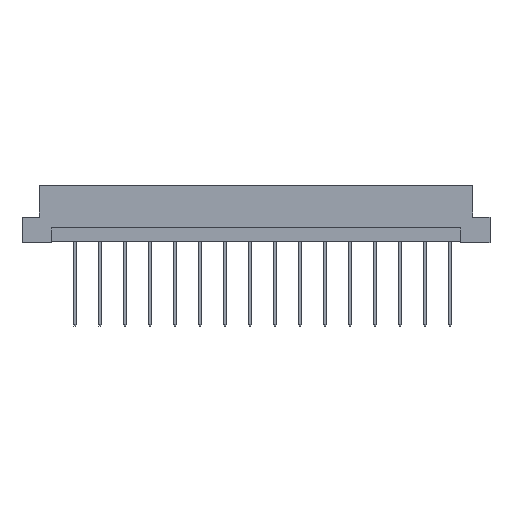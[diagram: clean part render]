
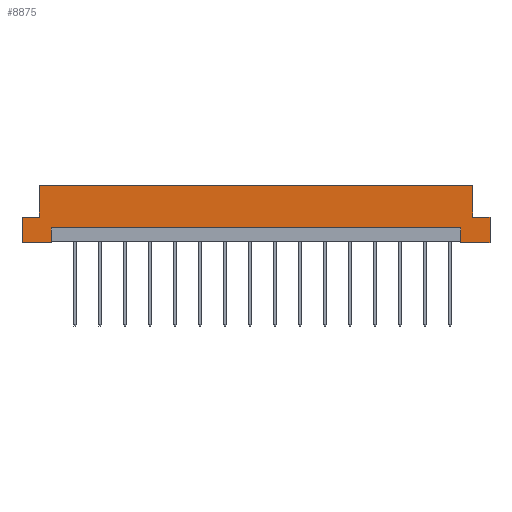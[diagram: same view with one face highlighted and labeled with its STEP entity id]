
A CAD part, front view. The second image highlights one B-rep face of the part: STEP entity #8875.
In plain terms, the highlighted planar face has unit normal (0, -1, 0).
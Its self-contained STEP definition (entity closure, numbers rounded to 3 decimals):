
#106 = CARTESIAN_POINT ( 'NONE',  ( -47.5, -4.3, 5.2 ) ) ;
#133 = CARTESIAN_POINT ( 'NONE',  ( 47.5, -4.3, 5.2 ) ) ;
#220 = EDGE_CURVE ( 'NONE', #6085, #532, #858, .T. ) ;
#271 = VECTOR ( 'NONE', #1546, 1000. ) ;
#532 = VERTEX_POINT ( 'NONE', #2512 ) ;
#830 = LINE ( 'NONE', #106, #10783 ) ;
#858 = LINE ( 'NONE', #9854, #10343 ) ;
#1098 = ORIENTED_EDGE ( 'NONE', *, *, #7013, .T. ) ;
#1320 = VERTEX_POINT ( 'NONE', #3861 ) ;
#1352 = ORIENTED_EDGE ( 'NONE', *, *, #10073, .F. ) ;
#1368 = ORIENTED_EDGE ( 'NONE', *, *, #8887, .F. ) ;
#1546 = DIRECTION ( 'NONE',  ( 0., 0., 1. ) ) ;
#1619 = AXIS2_PLACEMENT_3D ( 'NONE', #3905, #9434, #10207 ) ;
#1834 = VECTOR ( 'NONE', #9496, 1000. ) ;
#1854 = VERTEX_POINT ( 'NONE', #7829 ) ;
#2182 = LINE ( 'NONE', #5848, #1834 ) ;
#2227 = VECTOR ( 'NONE', #4327, 1000. ) ;
#2326 = LINE ( 'NONE', #10575, #271 ) ;
#2354 = DIRECTION ( 'NONE',  ( 1., 0., 0. ) ) ;
#2498 = LINE ( 'NONE', #5209, #3530 ) ;
#2512 = CARTESIAN_POINT ( 'NONE',  ( 47.5, -4.3, 0. ) ) ;
#2718 = DIRECTION ( 'NONE',  ( 1., 0., 0. ) ) ;
#2880 = LINE ( 'NONE', #9062, #5108 ) ;
#3101 = VECTOR ( 'NONE', #2354, 1000. ) ;
#3296 = DIRECTION ( 'NONE',  ( 0., 0., 1. ) ) ;
#3331 = EDGE_CURVE ( 'NONE', #1320, #4042, #7831, .T. ) ;
#3442 = VERTEX_POINT ( 'NONE', #4445 ) ;
#3530 = VECTOR ( 'NONE', #4234, 1000. ) ;
#3764 = DIRECTION ( 'NONE',  ( 1., 0., 0. ) ) ;
#3861 = CARTESIAN_POINT ( 'NONE',  ( -47.5, -4.3, 0. ) ) ;
#3905 = CARTESIAN_POINT ( 'NONE',  ( 47.5, -4.3, 11.6 ) ) ;
#3918 = ORIENTED_EDGE ( 'NONE', *, *, #7822, .F. ) ;
#3970 = DIRECTION ( 'NONE',  ( 1., 0., 0. ) ) ;
#4042 = VERTEX_POINT ( 'NONE', #4598 ) ;
#4234 = DIRECTION ( 'NONE',  ( 0., 0., -1. ) ) ;
#4327 = DIRECTION ( 'NONE',  ( 1., 0., 0. ) ) ;
#4376 = VERTEX_POINT ( 'NONE', #8854 ) ;
#4445 = CARTESIAN_POINT ( 'NONE',  ( -47.5, -4.3, 5.2 ) ) ;
#4598 = CARTESIAN_POINT ( 'NONE',  ( -41.6, -4.3, 0. ) ) ;
#4976 = EDGE_CURVE ( 'NONE', #4376, #532, #2880, .T. ) ;
#5030 = CARTESIAN_POINT ( 'NONE',  ( 41.6, -4.3, 0.2 ) ) ;
#5108 = VECTOR ( 'NONE', #7209, 1000. ) ;
#5209 = CARTESIAN_POINT ( 'NONE',  ( -47.5, -4.3, 11.6 ) ) ;
#5239 = CARTESIAN_POINT ( 'NONE',  ( -41.6, -4.3, 3. ) ) ;
#5522 = EDGE_CURVE ( 'NONE', #1854, #10937, #8638, .T. ) ;
#5736 = EDGE_CURVE ( 'NONE', #6085, #8293, #10636, .T. ) ;
#5812 = DIRECTION ( 'NONE',  ( 1., 0., 0. ) ) ;
#5824 = CARTESIAN_POINT ( 'NONE',  ( 44., -4.3, 11.6 ) ) ;
#5848 = CARTESIAN_POINT ( 'NONE',  ( -41.6, -4.3, 0.2 ) ) ;
#5872 = CARTESIAN_POINT ( 'NONE',  ( 47.5, -4.3, 11.6 ) ) ;
#6085 = VERTEX_POINT ( 'NONE', #11334 ) ;
#6104 = EDGE_CURVE ( 'NONE', #8882, #1854, #9959, .T. ) ;
#6299 = ORIENTED_EDGE ( 'NONE', *, *, #7059, .T. ) ;
#6310 = CARTESIAN_POINT ( 'NONE',  ( 44., -4.3, 5.2 ) ) ;
#6518 = CARTESIAN_POINT ( 'NONE',  ( 41.6, -4.3, 3. ) ) ;
#6646 = EDGE_LOOP ( 'NONE', ( #8712, #7510, #7039, #9597, #1368, #1098, #7072, #7598, #3918, #6299, #8545, #1352 ) ) ;
#6797 = FACE_OUTER_BOUND ( 'NONE', #6646, .T. ) ;
#7013 = EDGE_CURVE ( 'NONE', #10298, #10937, #2326, .T. ) ;
#7039 = ORIENTED_EDGE ( 'NONE', *, *, #220, .T. ) ;
#7059 = EDGE_CURVE ( 'NONE', #3442, #1320, #2498, .T. ) ;
#7072 = ORIENTED_EDGE ( 'NONE', *, *, #5522, .F. ) ;
#7209 = DIRECTION ( 'NONE',  ( 0., 0., -1. ) ) ;
#7381 = VECTOR ( 'NONE', #3970, 1000. ) ;
#7451 = VECTOR ( 'NONE', #11657, 1000. ) ;
#7510 = ORIENTED_EDGE ( 'NONE', *, *, #5736, .F. ) ;
#7598 = ORIENTED_EDGE ( 'NONE', *, *, #6104, .F. ) ;
#7691 = VERTEX_POINT ( 'NONE', #9077 ) ;
#7822 = EDGE_CURVE ( 'NONE', #3442, #8882, #830, .T. ) ;
#7829 = CARTESIAN_POINT ( 'NONE',  ( -44., -4.3, 11.6 ) ) ;
#7831 = LINE ( 'NONE', #7888, #3101 ) ;
#7888 = CARTESIAN_POINT ( 'NONE',  ( 47.5, -4.3, 0. ) ) ;
#8293 = VERTEX_POINT ( 'NONE', #6518 ) ;
#8376 = LINE ( 'NONE', #133, #7381 ) ;
#8545 = ORIENTED_EDGE ( 'NONE', *, *, #3331, .T. ) ;
#8553 = CARTESIAN_POINT ( 'NONE',  ( -44., -4.3, 5.2 ) ) ;
#8614 = PLANE ( 'NONE',  #1619 ) ;
#8638 = LINE ( 'NONE', #5872, #11189 ) ;
#8712 = ORIENTED_EDGE ( 'NONE', *, *, #10191, .T. ) ;
#8854 = CARTESIAN_POINT ( 'NONE',  ( 47.5, -4.3, 5.2 ) ) ;
#8875 = ADVANCED_FACE ( 'NONE', ( #6797 ), #8614, .F. ) ;
#8882 = VERTEX_POINT ( 'NONE', #8553 ) ;
#8887 = EDGE_CURVE ( 'NONE', #10298, #4376, #8376, .T. ) ;
#8946 = CARTESIAN_POINT ( 'NONE',  ( -44., -4.3, 5.2 ) ) ;
#9004 = VECTOR ( 'NONE', #3296, 1000. ) ;
#9062 = CARTESIAN_POINT ( 'NONE',  ( 47.5, -4.3, 11.6 ) ) ;
#9077 = CARTESIAN_POINT ( 'NONE',  ( -41.6, -4.3, 3. ) ) ;
#9434 = DIRECTION ( 'NONE',  ( 0., 1., 0. ) ) ;
#9496 = DIRECTION ( 'NONE',  ( 0., 0., -1. ) ) ;
#9597 = ORIENTED_EDGE ( 'NONE', *, *, #4976, .F. ) ;
#9612 = LINE ( 'NONE', #5239, #2227 ) ;
#9854 = CARTESIAN_POINT ( 'NONE',  ( 47.5, -4.3, 0. ) ) ;
#9959 = LINE ( 'NONE', #8946, #9004 ) ;
#10073 = EDGE_CURVE ( 'NONE', #7691, #4042, #2182, .T. ) ;
#10191 = EDGE_CURVE ( 'NONE', #7691, #8293, #9612, .T. ) ;
#10207 = DIRECTION ( 'NONE',  ( -1., 0., 0. ) ) ;
#10298 = VERTEX_POINT ( 'NONE', #6310 ) ;
#10343 = VECTOR ( 'NONE', #2718, 1000. ) ;
#10575 = CARTESIAN_POINT ( 'NONE',  ( 44., -4.3, 5.2 ) ) ;
#10636 = LINE ( 'NONE', #5030, #7451 ) ;
#10783 = VECTOR ( 'NONE', #3764, 1000. ) ;
#10937 = VERTEX_POINT ( 'NONE', #5824 ) ;
#11189 = VECTOR ( 'NONE', #5812, 1000. ) ;
#11334 = CARTESIAN_POINT ( 'NONE',  ( 41.6, -4.3, 0. ) ) ;
#11657 = DIRECTION ( 'NONE',  ( 0., 0., 1. ) ) ;
